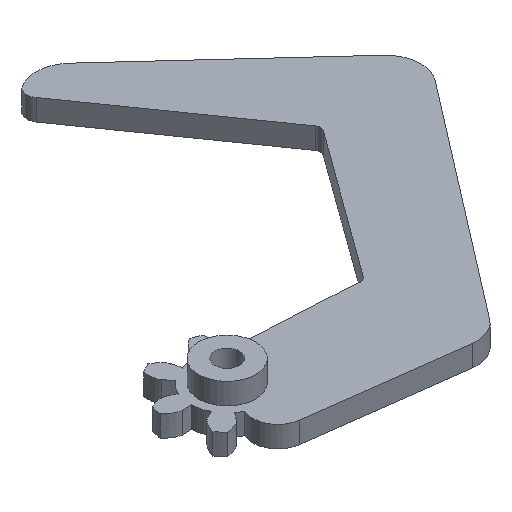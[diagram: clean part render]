
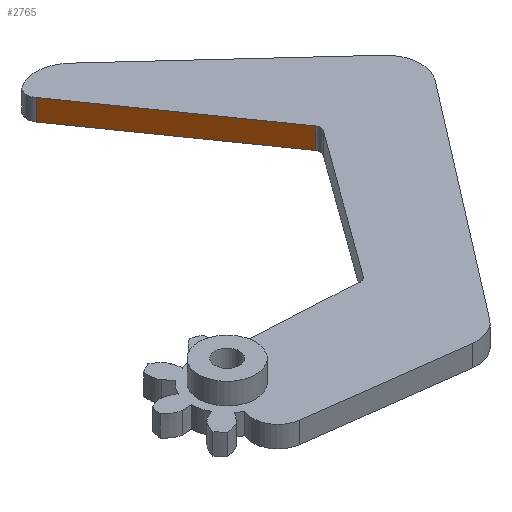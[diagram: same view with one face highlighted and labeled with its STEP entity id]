
A CAD part, isometric view. The second image highlights one B-rep face of the part: STEP entity #2765.
In plain terms, the highlighted planar face has unit normal (-0.819, -0.574, 0).
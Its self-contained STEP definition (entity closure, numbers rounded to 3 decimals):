
#114 = PLANE('',#115);
#115 = AXIS2_PLACEMENT_3D('',#116,#117,#118);
#116 = CARTESIAN_POINT('',(3.129,4.153,3.));
#117 = DIRECTION('',(0.,0.,-1.));
#118 = DIRECTION('',(-1.,0.,0.));
#195 = PLANE('',#196);
#196 = AXIS2_PLACEMENT_3D('',#197,#198,#199);
#197 = CARTESIAN_POINT('',(3.129,4.153,0.));
#198 = DIRECTION('',(0.,0.,1.));
#199 = DIRECTION('',(1.,0.,0.));
#384 = VERTEX_POINT('',#385);
#385 = CARTESIAN_POINT('',(37.626,25.192,3.));
#400 = CYLINDRICAL_SURFACE('',#401,1.);
#401 = AXIS2_PLACEMENT_3D('',#402,#403,#404);
#402 = CARTESIAN_POINT('',(36.807,24.618,0.));
#403 = DIRECTION('',(0.,0.,-1.));
#404 = DIRECTION('',(-1.,0.,0.));
#412 = EDGE_CURVE('',#384,#413,#415,.T.);
#413 = VERTEX_POINT('',#414);
#414 = CARTESIAN_POINT('',(21.394,48.374,3.));
#415 = SURFACE_CURVE('',#416,(#420,#427),.PCURVE_S1.);
#416 = LINE('',#417,#418);
#417 = CARTESIAN_POINT('',(37.626,25.192,3.));
#418 = VECTOR('',#419,1.);
#419 = DIRECTION('',(-0.574,0.819,0.));
#420 = PCURVE('',#114,#421);
#421 = DEFINITIONAL_REPRESENTATION('',(#422),#426);
#422 = LINE('',#423,#424);
#423 = CARTESIAN_POINT('',(-34.497,21.039));
#424 = VECTOR('',#425,1.);
#425 = DIRECTION('',(0.574,0.819));
#426 = ( GEOMETRIC_REPRESENTATION_CONTEXT(2) 
PARAMETRIC_REPRESENTATION_CONTEXT() REPRESENTATION_CONTEXT('2D SPACE',''
  ) );
#427 = PCURVE('',#428,#433);
#428 = PLANE('',#429);
#429 = AXIS2_PLACEMENT_3D('',#430,#431,#432);
#430 = CARTESIAN_POINT('',(37.626,25.192,0.));
#431 = DIRECTION('',(0.819,0.574,0.));
#432 = DIRECTION('',(0.574,-0.819,0.));
#433 = DEFINITIONAL_REPRESENTATION('',(#434),#438);
#434 = LINE('',#435,#436);
#435 = CARTESIAN_POINT('',(-0.,-3.));
#436 = VECTOR('',#437,1.);
#437 = DIRECTION('',(-1.,0.));
#438 = ( GEOMETRIC_REPRESENTATION_CONTEXT(2) 
PARAMETRIC_REPRESENTATION_CONTEXT() REPRESENTATION_CONTEXT('2D SPACE',''
  ) );
#457 = CYLINDRICAL_SURFACE('',#458,1.7);
#458 = AXIS2_PLACEMENT_3D('',#459,#460,#461);
#459 = CARTESIAN_POINT('',(22.786,49.349,0.));
#460 = DIRECTION('',(0.,0.,-1.));
#461 = DIRECTION('',(-1.,0.,0.));
#2197 = VERTEX_POINT('',#2198);
#2198 = CARTESIAN_POINT('',(21.394,48.374,0.));
#2224 = EDGE_CURVE('',#2225,#2197,#2227,.T.);
#2225 = VERTEX_POINT('',#2226);
#2226 = CARTESIAN_POINT('',(37.626,25.192,0.));
#2227 = SURFACE_CURVE('',#2228,(#2232,#2239),.PCURVE_S1.);
#2228 = LINE('',#2229,#2230);
#2229 = CARTESIAN_POINT('',(37.626,25.192,0.));
#2230 = VECTOR('',#2231,1.);
#2231 = DIRECTION('',(-0.574,0.819,0.));
#2232 = PCURVE('',#195,#2233);
#2233 = DEFINITIONAL_REPRESENTATION('',(#2234),#2238);
#2234 = LINE('',#2235,#2236);
#2235 = CARTESIAN_POINT('',(34.497,21.039));
#2236 = VECTOR('',#2237,1.);
#2237 = DIRECTION('',(-0.574,0.819));
#2238 = ( GEOMETRIC_REPRESENTATION_CONTEXT(2) 
PARAMETRIC_REPRESENTATION_CONTEXT() REPRESENTATION_CONTEXT('2D SPACE',''
  ) );
#2239 = PCURVE('',#428,#2240);
#2240 = DEFINITIONAL_REPRESENTATION('',(#2241),#2245);
#2241 = LINE('',#2242,#2243);
#2242 = CARTESIAN_POINT('',(-0.,0.));
#2243 = VECTOR('',#2244,1.);
#2244 = DIRECTION('',(-1.,0.));
#2245 = ( GEOMETRIC_REPRESENTATION_CONTEXT(2) 
PARAMETRIC_REPRESENTATION_CONTEXT() REPRESENTATION_CONTEXT('2D SPACE',''
  ) );
#2715 = EDGE_CURVE('',#2225,#384,#2716,.T.);
#2716 = SURFACE_CURVE('',#2717,(#2721,#2728),.PCURVE_S1.);
#2717 = LINE('',#2718,#2719);
#2718 = CARTESIAN_POINT('',(37.626,25.192,0.));
#2719 = VECTOR('',#2720,1.);
#2720 = DIRECTION('',(0.,0.,1.));
#2721 = PCURVE('',#400,#2722);
#2722 = DEFINITIONAL_REPRESENTATION('',(#2723),#2727);
#2723 = LINE('',#2724,#2725);
#2724 = CARTESIAN_POINT('',(2.531,0.));
#2725 = VECTOR('',#2726,1.);
#2726 = DIRECTION('',(0.,-1.));
#2727 = ( GEOMETRIC_REPRESENTATION_CONTEXT(2) 
PARAMETRIC_REPRESENTATION_CONTEXT() REPRESENTATION_CONTEXT('2D SPACE',''
  ) );
#2728 = PCURVE('',#428,#2729);
#2729 = DEFINITIONAL_REPRESENTATION('',(#2730),#2734);
#2730 = LINE('',#2731,#2732);
#2731 = CARTESIAN_POINT('',(0.,0.));
#2732 = VECTOR('',#2733,1.);
#2733 = DIRECTION('',(-0.,-1.));
#2734 = ( GEOMETRIC_REPRESENTATION_CONTEXT(2) 
PARAMETRIC_REPRESENTATION_CONTEXT() REPRESENTATION_CONTEXT('2D SPACE',''
  ) );
#2765 = ADVANCED_FACE('',(#2766),#428,.F.);
#2766 = FACE_BOUND('',#2767,.T.);
#2767 = EDGE_LOOP('',(#2768,#2769,#2770,#2791));
#2768 = ORIENTED_EDGE('',*,*,#2715,.T.);
#2769 = ORIENTED_EDGE('',*,*,#412,.T.);
#2770 = ORIENTED_EDGE('',*,*,#2771,.F.);
#2771 = EDGE_CURVE('',#2197,#413,#2772,.T.);
#2772 = SURFACE_CURVE('',#2773,(#2777,#2784),.PCURVE_S1.);
#2773 = LINE('',#2774,#2775);
#2774 = CARTESIAN_POINT('',(21.394,48.374,0.));
#2775 = VECTOR('',#2776,1.);
#2776 = DIRECTION('',(0.,0.,1.));
#2777 = PCURVE('',#428,#2778);
#2778 = DEFINITIONAL_REPRESENTATION('',(#2779),#2783);
#2779 = LINE('',#2780,#2781);
#2780 = CARTESIAN_POINT('',(-28.3,0.));
#2781 = VECTOR('',#2782,1.);
#2782 = DIRECTION('',(-0.,-1.));
#2783 = ( GEOMETRIC_REPRESENTATION_CONTEXT(2) 
PARAMETRIC_REPRESENTATION_CONTEXT() REPRESENTATION_CONTEXT('2D SPACE',''
  ) );
#2784 = PCURVE('',#457,#2785);
#2785 = DEFINITIONAL_REPRESENTATION('',(#2786),#2790);
#2786 = LINE('',#2787,#2788);
#2787 = CARTESIAN_POINT('',(5.672,0.));
#2788 = VECTOR('',#2789,1.);
#2789 = DIRECTION('',(0.,-1.));
#2790 = ( GEOMETRIC_REPRESENTATION_CONTEXT(2) 
PARAMETRIC_REPRESENTATION_CONTEXT() REPRESENTATION_CONTEXT('2D SPACE',''
  ) );
#2791 = ORIENTED_EDGE('',*,*,#2224,.F.);
